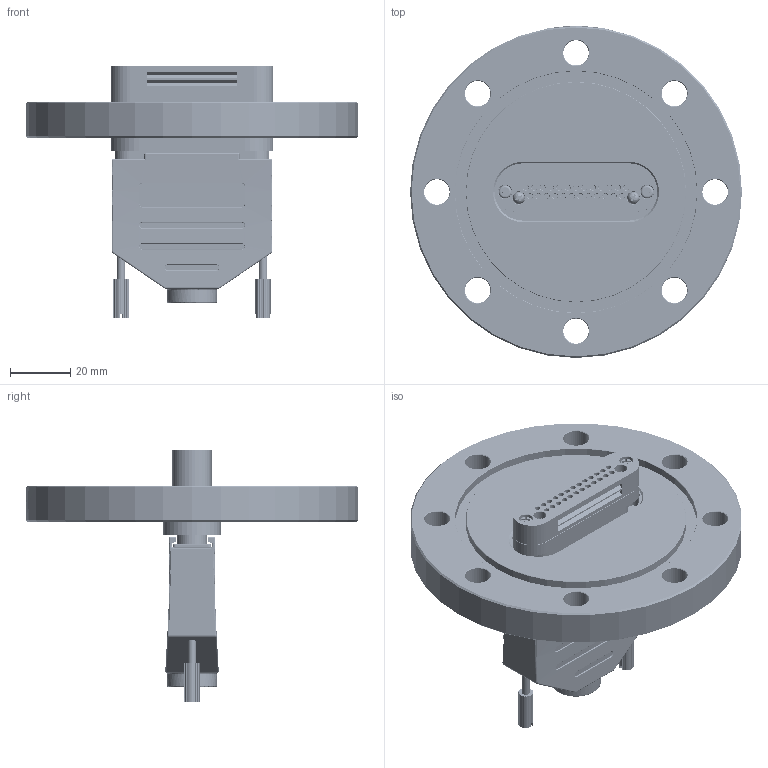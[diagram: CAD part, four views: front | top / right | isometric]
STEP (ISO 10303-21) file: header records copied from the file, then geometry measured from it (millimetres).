
FILE_DESCRIPTION (( 'STEP AP214' ), '1' );
FILE_NAME ('俋楷耀倰(湍脣芛)-D-HF63-1D25-W19H19.STEP', '2024-08-20T01:43:14', ( '' ), ( '' ), 'SwSTEP 2.0', 'SolidWorks 2020', '' );
FILE_SCHEMA (( 'AUTOMOTIVE_DESIGN' ));
Length unit declared in the file: millimetre
Products named in the file (15): XF-D25-02; UNC#4-40-12.7; DB25脣芛; 俋楷耀倰-DB2510-W19H19; ĸͷ-DB25; XF-D25-01; 俋楷耀倰-FL-DB2510-W19H19; FL-D-HF63-1D25-W19H19; SCRW-M3; XF-D25; 俋楷耀倰(湍脣芛)-D-HF63-1D25-W19H19; 俋楷耀倰-CFG-D1005; NDL-D10L17; 俋褲-DB25; 脣芛蹟隊-UNC #4-40
Assembly tree (65 placements, depth 4):
  俋楷耀倰(湍脣芛)-D-HF63-1D25-W19H19
    FL-D-HF63-1D25-W19H19
    俋楷耀倰-DB2510-W19H19
      俋楷耀倰-FL-DB2510-W19H19
      NDL-D10L17  x25
      XF-D25
        XF-D25-01
        XF-D25-02
        SCRW-M3  x2
        UNC#4-40-12.7  x2
        俋楷耀倰-CFG-D1005  x25
      DB25脣芛
        ĸͷ-DB25
        俋褲-DB25
        脣芛蹟隊-UNC #4-40  x2
Bounding box: 110 x 110 x 83.5 mm (x, y, z)
Volume: 146805.5 mm3; surface area: 58803.2 mm2
Topology: 63 solids, 63 shells, 1846 faces, 5056 edges, 3560 vertices
Faces by surface type: cylinder 702, plane 681, cone 202, torus 157, bspline 100, sphere 4
Full cylindrical faces by diameter (mm): 1 x75, 1.6 x25, 1.66 x25, 1.8 x50, 2.22 x25, 2.3 x32, 2.4 x27, 2.7 x2, 3 x40, 3.2 x2, 4 x2, 4.2 x2, 4.3 x4, 4.5 x2, 8.4 x8, 12 x1, 16.463 x1, 73 x1, 80.2 x1, 110 x1
Entity records: 60899 total; most frequent: CARTESIAN_POINT 30005, ORIENTED_EDGE 6254, DIRECTION 5684, EDGE_CURVE 3127, VERTEX_POINT 2534, AXIS2_PLACEMENT_3D 2194, EDGE_LOOP 1897, FACE_OUTER_BOUND 1338
